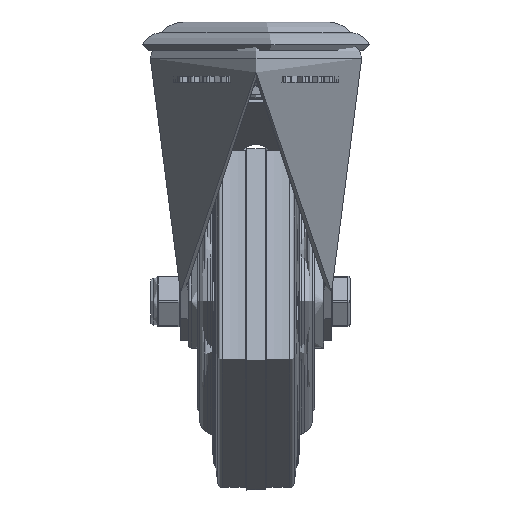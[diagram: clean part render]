
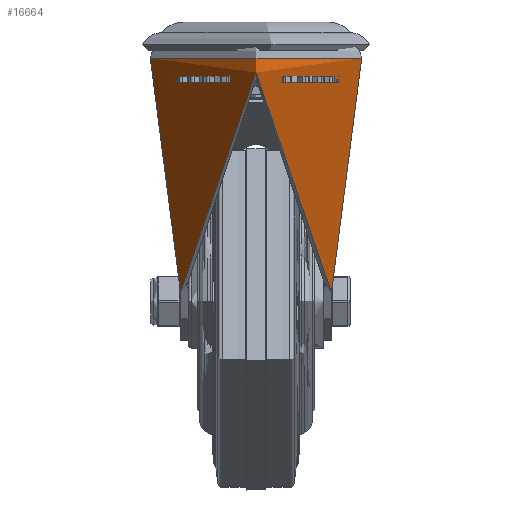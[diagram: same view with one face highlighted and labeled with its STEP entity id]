
A CAD part, left-side view. The second image highlights one B-rep face of the part: STEP entity #16664.
In plain terms, the highlighted cylindrical face has radius 35 mm (diameter 70 mm), a full revolution.
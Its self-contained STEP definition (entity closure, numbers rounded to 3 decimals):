
#453=B_SPLINE_CURVE_WITH_KNOTS('',3,(#25314,#25315,#25316,#25317,#25318,
#25319,#25320,#25321,#25322,#25323),.UNSPECIFIED.,.F.,.F.,(4,2,2,2,4),(-0.447,
-0.317,-0.188,-0.094,0.),
 .UNSPECIFIED.);
#454=B_SPLINE_CURVE_WITH_KNOTS('',3,(#25327,#25328,#25329,#25330,#25331,
#25332,#25333,#25334,#25335,#25336,#25337,#25338,#25339,#25340,#25341,#25342,
#25343,#25344,#25345,#25346,#25347,#25348,#25349,#25350,#25351,#25352,#25353,
#25354,#25355,#25356,#25357,#25358,#25359,#25360,#25361,#25362,#25363,#25364,
#25365,#25366,#25367,#25368,#25369,#25370,#25371,#25372,#25373,#25374,#25375,
#25376),.UNSPECIFIED.,.F.,.F.,(4,2,2,2,2,2,2,2,2,2,2,2,2,2,2,2,2,2,2,2,
2,2,2,2,4),(-24.922,-24.34,-23.155,-21.971,
-20.786,-19.761,-18.737,-17.712,
-16.688,-16.046,-15.403,-14.761,-14.119,
-13.477,-12.835,-12.192,-11.55,
-10.526,-9.501,-8.477,-7.452,
-6.268,-5.083,-3.898,-3.316),
 .UNSPECIFIED.);
#455=B_SPLINE_CURVE_WITH_KNOTS('',3,(#25379,#25380,#25381,#25382,#25383,
#25384,#25385,#25386,#25387,#25388),.UNSPECIFIED.,.F.,.F.,(4,2,2,2,4),(0.875,
0.969,1.063,1.192,1.321),
 .UNSPECIFIED.);
#1510=CYLINDRICAL_SURFACE('',#18085,35.);
#2001=LINE('',#25310,#3129);
#2002=LINE('',#25325,#3130);
#2003=LINE('',#25378,#3131);
#3129=VECTOR('',#20615,35.);
#3130=VECTOR('',#20618,1000.);
#3131=VECTOR('',#20619,1000.);
#4179=FACE_OUTER_BOUND('',#5208,.T.);
#5208=EDGE_LOOP('',(#12263,#12264,#12265,#12266,#12267,#12268,#12269,#12270,
#12271,#12272));
#6309=CIRCLE('',#18074,35.);
#6318=CIRCLE('',#18086,35.);
#6319=CIRCLE('',#18087,35.);
#7378=VERTEX_POINT('',#25289);
#7384=VERTEX_POINT('',#25307);
#7385=VERTEX_POINT('',#25308);
#7386=VERTEX_POINT('',#25311);
#7387=VERTEX_POINT('',#25313);
#7388=VERTEX_POINT('',#25324);
#7389=VERTEX_POINT('',#25326);
#7390=VERTEX_POINT('',#25377);
#9161=EDGE_CURVE('',#7378,#7378,#6309,.T.);
#9170=EDGE_CURVE('',#7384,#7385,#6318,.T.);
#9171=EDGE_CURVE('',#7385,#7378,#2001,.T.);
#9172=EDGE_CURVE('',#7385,#7386,#6319,.T.);
#9173=EDGE_CURVE('',#7387,#7386,#453,.F.);
#9174=EDGE_CURVE('',#7387,#7388,#2002,.T.);
#9175=EDGE_CURVE('',#7388,#7389,#454,.T.);
#9176=EDGE_CURVE('',#7389,#7390,#2003,.T.);
#9177=EDGE_CURVE('',#7384,#7390,#455,.F.);
#12263=ORIENTED_EDGE('',*,*,#9170,.T.);
#12264=ORIENTED_EDGE('',*,*,#9171,.T.);
#12265=ORIENTED_EDGE('',*,*,#9161,.F.);
#12266=ORIENTED_EDGE('',*,*,#9171,.F.);
#12267=ORIENTED_EDGE('',*,*,#9172,.T.);
#12268=ORIENTED_EDGE('',*,*,#9173,.F.);
#12269=ORIENTED_EDGE('',*,*,#9174,.T.);
#12270=ORIENTED_EDGE('',*,*,#9175,.T.);
#12271=ORIENTED_EDGE('',*,*,#9176,.T.);
#12272=ORIENTED_EDGE('',*,*,#9177,.F.);
#16664=ADVANCED_FACE('',(#4179),#1510,.T.);
#18074=AXIS2_PLACEMENT_3D('',#25290,#20589,#20590);
#18085=AXIS2_PLACEMENT_3D('',#25306,#20611,#20612);
#18086=AXIS2_PLACEMENT_3D('',#25309,#20613,#20614);
#18087=AXIS2_PLACEMENT_3D('',#25312,#20616,#20617);
#20589=DIRECTION('center_axis',(0.,0.,1.));
#20590=DIRECTION('ref_axis',(-1.,0.,0.));
#20611=DIRECTION('center_axis',(0.,0.,-1.));
#20612=DIRECTION('ref_axis',(-1.,0.,0.));
#20613=DIRECTION('center_axis',(0.,0.,1.));
#20614=DIRECTION('ref_axis',(-1.,0.,0.));
#20615=DIRECTION('',(0.,0.,1.));
#20616=DIRECTION('center_axis',(0.,0.,1.));
#20617=DIRECTION('ref_axis',(-1.,0.,0.));
#20618=DIRECTION('',(0.,0.,-1.));
#20619=DIRECTION('',(0.,0.,1.));
#25289=CARTESIAN_POINT('',(35.,0.,-2.5));
#25290=CARTESIAN_POINT('Origin',(0.,0.,-2.5));
#25306=CARTESIAN_POINT('Origin',(0.,0.,0.));
#25307=CARTESIAN_POINT('',(26.81,-22.5,-4.));
#25308=CARTESIAN_POINT('',(35.,0.,-4.));
#25309=CARTESIAN_POINT('Origin',(0.,0.,-4.));
#25310=CARTESIAN_POINT('',(35.,0.,0.));
#25311=CARTESIAN_POINT('',(26.81,22.5,-4.));
#25312=CARTESIAN_POINT('Origin',(0.,0.,-4.));
#25313=CARTESIAN_POINT('',(24.495,25.,-6.5));
#25314=CARTESIAN_POINT('Ctrl Pts',(26.81,22.5,-4.));
#25315=CARTESIAN_POINT('Ctrl Pts',(26.533,22.83,-4.));
#25316=CARTESIAN_POINT('Ctrl Pts',(26.227,23.18,-4.068));
#25317=CARTESIAN_POINT('Ctrl Pts',(25.638,23.83,-4.354));
#25318=CARTESIAN_POINT('Ctrl Pts',(25.354,24.13,-4.57));
#25319=CARTESIAN_POINT('Ctrl Pts',(24.951,24.546,-5.039));
#25320=CARTESIAN_POINT('Ctrl Pts',(24.788,24.71,-5.291));
#25321=CARTESIAN_POINT('Ctrl Pts',(24.559,24.937,-5.865));
#25322=CARTESIAN_POINT('Ctrl Pts',(24.495,25.,-6.186));
#25323=CARTESIAN_POINT('Ctrl Pts',(24.495,25.,-6.5));
#25324=CARTESIAN_POINT('',(24.495,25.,-80.081));
#25325=CARTESIAN_POINT('',(24.495,25.,-50.25));
#25326=CARTESIAN_POINT('',(24.495,-25.,-80.081));
#25327=CARTESIAN_POINT('Ctrl Pts',(24.495,25.,-80.081));
#25328=CARTESIAN_POINT('Ctrl Pts',(23.542,25.934,-78.591));
#25329=CARTESIAN_POINT('Ctrl Pts',(22.544,26.804,-77.054));
#25330=CARTESIAN_POINT('Ctrl Pts',(19.404,29.251,-72.287));
#25331=CARTESIAN_POINT('Ctrl Pts',(17.141,30.626,-68.953));
#25332=CARTESIAN_POINT('Ctrl Pts',(12.417,32.827,-62.222));
#25333=CARTESIAN_POINT('Ctrl Pts',(9.956,33.651,-58.825));
#25334=CARTESIAN_POINT('Ctrl Pts',(4.977,34.738,-52.171));
#25335=CARTESIAN_POINT('Ctrl Pts',(2.46,35.,-48.915));
#25336=CARTESIAN_POINT('Ctrl Pts',(-2.127,35.,-43.154));
#25337=CARTESIAN_POINT('Ctrl Pts',(-4.383,34.804,-40.391));
#25338=CARTESIAN_POINT('Ctrl Pts',(-9.,33.905,-34.89));
#25339=CARTESIAN_POINT('Ctrl Pts',(-11.361,33.201,-32.153));
#25340=CARTESIAN_POINT('Ctrl Pts',(-16.018,31.222,-26.892));
#25341=CARTESIAN_POINT('Ctrl Pts',(-18.315,29.946,-24.366));
#25342=CARTESIAN_POINT('Ctrl Pts',(-22.669,26.802,-19.686));
#25343=CARTESIAN_POINT('Ctrl Pts',(-24.725,24.934,-17.532));
#25344=CARTESIAN_POINT('Ctrl Pts',(-27.729,21.43,-14.44));
#25345=CARTESIAN_POINT('Ctrl Pts',(-28.866,19.893,-13.285));
#25346=CARTESIAN_POINT('Ctrl Pts',(-30.934,16.495,-11.205));
#25347=CARTESIAN_POINT('Ctrl Pts',(-31.865,14.633,-10.28));
#25348=CARTESIAN_POINT('Ctrl Pts',(-33.396,10.685,-8.769));
#25349=CARTESIAN_POINT('Ctrl Pts',(-33.998,8.593,-8.181));
#25350=CARTESIAN_POINT('Ctrl Pts',(-34.8,4.322,-7.399));
#25351=CARTESIAN_POINT('Ctrl Pts',(-35.,2.141,-7.205));
#25352=CARTESIAN_POINT('Ctrl Pts',(-35.,-2.141,-7.205));
#25353=CARTESIAN_POINT('Ctrl Pts',(-34.8,-4.322,
-7.399));
#25354=CARTESIAN_POINT('Ctrl Pts',(-33.998,-8.593,-8.181));
#25355=CARTESIAN_POINT('Ctrl Pts',(-33.396,-10.685,
-8.769));
#25356=CARTESIAN_POINT('Ctrl Pts',(-31.865,-14.633,-10.28));
#25357=CARTESIAN_POINT('Ctrl Pts',(-30.934,-16.495,
-11.205));
#25358=CARTESIAN_POINT('Ctrl Pts',(-28.866,-19.893,
-13.285));
#25359=CARTESIAN_POINT('Ctrl Pts',(-27.729,-21.43,
-14.44));
#25360=CARTESIAN_POINT('Ctrl Pts',(-24.725,-24.934,
-17.532));
#25361=CARTESIAN_POINT('Ctrl Pts',(-22.669,-26.802,
-19.686));
#25362=CARTESIAN_POINT('Ctrl Pts',(-18.315,-29.946,-24.366));
#25363=CARTESIAN_POINT('Ctrl Pts',(-16.018,-31.222,
-26.892));
#25364=CARTESIAN_POINT('Ctrl Pts',(-11.361,-33.201,
-32.153));
#25365=CARTESIAN_POINT('Ctrl Pts',(-9.,-33.905,
-34.89));
#25366=CARTESIAN_POINT('Ctrl Pts',(-4.383,-34.804,
-40.391));
#25367=CARTESIAN_POINT('Ctrl Pts',(-2.127,-35.,-43.154));
#25368=CARTESIAN_POINT('Ctrl Pts',(2.46,-35.,-48.915));
#25369=CARTESIAN_POINT('Ctrl Pts',(4.977,-34.738,-52.171));
#25370=CARTESIAN_POINT('Ctrl Pts',(9.956,-33.651,-58.825));
#25371=CARTESIAN_POINT('Ctrl Pts',(12.417,-32.827,-62.222));
#25372=CARTESIAN_POINT('Ctrl Pts',(17.141,-30.626,-68.953));
#25373=CARTESIAN_POINT('Ctrl Pts',(19.404,-29.251,-72.287));
#25374=CARTESIAN_POINT('Ctrl Pts',(22.544,-26.804,-77.054));
#25375=CARTESIAN_POINT('Ctrl Pts',(23.542,-25.934,-78.591));
#25376=CARTESIAN_POINT('Ctrl Pts',(24.495,-25.,-80.081));
#25377=CARTESIAN_POINT('',(24.495,-25.,-6.5));
#25378=CARTESIAN_POINT('',(24.495,-25.,-50.25));
#25379=CARTESIAN_POINT('Ctrl Pts',(24.495,-25.,-6.5));
#25380=CARTESIAN_POINT('Ctrl Pts',(24.495,-25.,-6.186));
#25381=CARTESIAN_POINT('Ctrl Pts',(24.559,-24.937,-5.865));
#25382=CARTESIAN_POINT('Ctrl Pts',(24.788,-24.71,-5.291));
#25383=CARTESIAN_POINT('Ctrl Pts',(24.951,-24.546,-5.039));
#25384=CARTESIAN_POINT('Ctrl Pts',(25.354,-24.13,-4.57));
#25385=CARTESIAN_POINT('Ctrl Pts',(25.638,-23.83,-4.354));
#25386=CARTESIAN_POINT('Ctrl Pts',(26.227,-23.18,-4.068));
#25387=CARTESIAN_POINT('Ctrl Pts',(26.533,-22.83,-4.));
#25388=CARTESIAN_POINT('Ctrl Pts',(26.81,-22.5,-4.));
